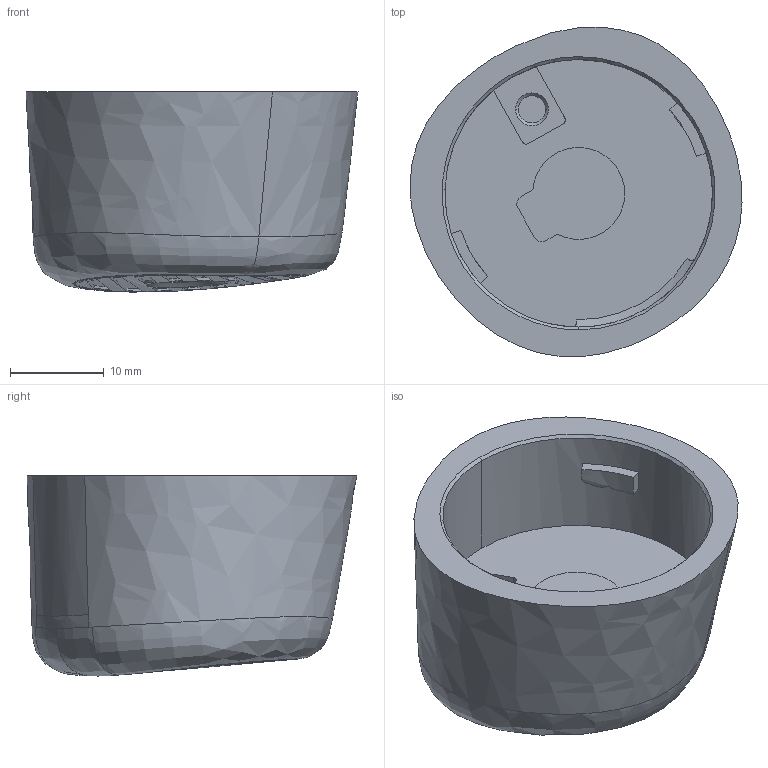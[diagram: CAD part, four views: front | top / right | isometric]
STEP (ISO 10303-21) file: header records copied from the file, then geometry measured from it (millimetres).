
FILE_DESCRIPTION((''),'2;1');
FILE_NAME('0-TANYE-DIANCHIGAI','2025-05-28T11:12:38',('lishuaijun5'),(''),'CREO PARAMETRIC BY PTC INC, 2020044','CREO PARAMETRIC BY PTC INC, 2020044','');
FILE_SCHEMA(('AUTOMOTIVE_DESIGN { 1 0 10303 214 1 1 1 1 }'));
Length unit declared in the file: millimetre
Products named in the file (1): 0-TANYE-DIANCHIGAI
Bounding box: 35.36 x 35.08 x 21.3 mm (x, y, z)
Volume: 9281.7 mm3; surface area: 5162.1 mm2
Topology: 1 solids, 1 shells, 130 faces, 322 edges, 211 vertices
Faces by surface type: plane 52, cylinder 31, bspline 30, extrusion 12, cone 5
Entity records: 8907 total; most frequent: CARTESIAN_POINT 6120, ORIENTED_EDGE 644, DIRECTION 387, EDGE_CURVE 322, VERTEX_POINT 211, B_SPLINE_CURVE_WITH_KNOTS 175, EDGE_LOOP 147, VECTOR 131
